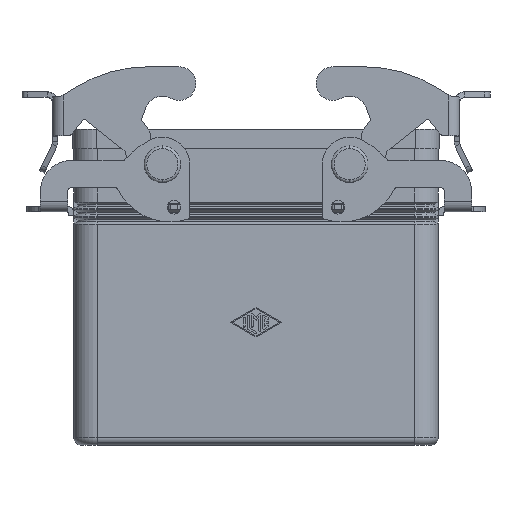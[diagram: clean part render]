
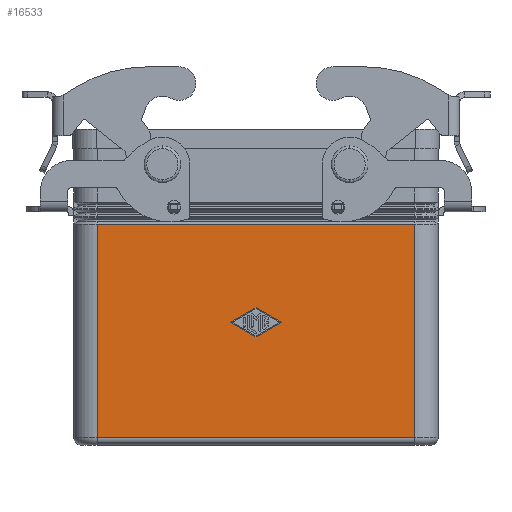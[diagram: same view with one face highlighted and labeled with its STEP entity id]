
A CAD part, front view. The second image highlights one B-rep face of the part: STEP entity #16533.
In plain terms, the highlighted planar face has unit normal (0, -1, 0).
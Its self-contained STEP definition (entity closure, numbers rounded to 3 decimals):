
#15723=CARTESIAN_POINT('',(-30.5,-21.75,-40.5));
#15724=VERTEX_POINT('',#15723);
#15731=CARTESIAN_POINT('',(-24.,-21.75,-44.249));
#15732=VERTEX_POINT('',#15731);
#15733=CARTESIAN_POINT('',(-24.,-21.75,-44.249));
#15734=DIRECTION('',(-0.866,0.0,0.5));
#15735=VECTOR('',#15734,7.504);
#15736=LINE('',#15733,#15735);
#15737=EDGE_CURVE('',#15732,#15724,#15736,.T.);
#15762=CARTESIAN_POINT('',(-17.5,-21.75,-40.5));
#15763=VERTEX_POINT('',#15762);
#15764=CARTESIAN_POINT('',(-17.5,-21.75,-40.5));
#15765=DIRECTION('',(-0.866,0.0,-0.5));
#15766=VECTOR('',#15765,7.504);
#15767=LINE('',#15764,#15766);
#15768=EDGE_CURVE('',#15763,#15732,#15767,.T.);
#15793=CARTESIAN_POINT('',(-24.,-21.75,-36.751));
#15794=VERTEX_POINT('',#15793);
#15795=CARTESIAN_POINT('',(-24.,-21.75,-36.751));
#15796=DIRECTION('',(0.866,0.0,-0.5));
#15797=VECTOR('',#15796,7.504);
#15798=LINE('',#15795,#15797);
#15799=EDGE_CURVE('',#15794,#15763,#15798,.T.);
#15822=CARTESIAN_POINT('',(-30.5,-21.75,-40.5));
#15823=DIRECTION('',(0.866,0.0,0.5));
#15824=VECTOR('',#15823,7.504);
#15825=LINE('',#15822,#15824);
#15826=EDGE_CURVE('',#15724,#15794,#15825,.T.);
#16488=CARTESIAN_POINT('',(-64.75,-21.75,9.0));
#16489=DIRECTION('',(0.0,-1.0,0.0));
#16490=DIRECTION('',(0.0,0.0,-1.0));
#16491=AXIS2_PLACEMENT_3D('',#16488,#16489,#16490);
#16492=PLANE('',#16491);
#16493=CARTESIAN_POINT('',(16.75,-21.75,-15.327));
#16494=VERTEX_POINT('',#16493);
#16495=CARTESIAN_POINT('',(-64.75,-21.75,-15.327));
#16496=VERTEX_POINT('',#16495);
#16497=CARTESIAN_POINT('',(16.75,-21.75,-15.327));
#16498=DIRECTION('',(-1.0,0.0,0.0));
#16499=VECTOR('',#16498,81.5);
#16500=LINE('',#16497,#16499);
#16501=EDGE_CURVE('',#16494,#16496,#16500,.T.);
#16502=ORIENTED_EDGE('',*,*,#16501,.T.);
#16503=CARTESIAN_POINT('',(-64.75,-21.75,-70.));
#16504=VERTEX_POINT('',#16503);
#16505=CARTESIAN_POINT('',(-64.75,-21.75,-15.327));
#16506=DIRECTION('',(0.0,0.0,-1.0));
#16507=VECTOR('',#16506,54.673);
#16508=LINE('',#16505,#16507);
#16509=EDGE_CURVE('',#16496,#16504,#16508,.T.);
#16510=ORIENTED_EDGE('',*,*,#16509,.T.);
#16511=CARTESIAN_POINT('',(16.75,-21.75,-70.));
#16512=VERTEX_POINT('',#16511);
#16513=CARTESIAN_POINT('',(16.75,-21.75,-70.));
#16514=DIRECTION('',(-1.0,0.0,0.0));
#16515=VECTOR('',#16514,81.5);
#16516=LINE('',#16513,#16515);
#16517=EDGE_CURVE('',#16512,#16504,#16516,.T.);
#16518=ORIENTED_EDGE('',*,*,#16517,.F.);
#16519=CARTESIAN_POINT('',(16.75,-21.75,-15.327));
#16520=DIRECTION('',(0.0,0.0,-1.0));
#16521=VECTOR('',#16520,54.673);
#16522=LINE('',#16519,#16521);
#16523=EDGE_CURVE('',#16494,#16512,#16522,.T.);
#16524=ORIENTED_EDGE('',*,*,#16523,.F.);
#16525=EDGE_LOOP('',(#16502,#16510,#16518,#16524));
#16526=FACE_OUTER_BOUND('',#16525,.T.);
#16527=ORIENTED_EDGE('',*,*,#15737,.T.);
#16528=ORIENTED_EDGE('',*,*,#15826,.T.);
#16529=ORIENTED_EDGE('',*,*,#15799,.T.);
#16530=ORIENTED_EDGE('',*,*,#15768,.T.);
#16531=EDGE_LOOP('',(#16527,#16528,#16529,#16530));
#16532=FACE_BOUND('',#16531,.T.);
#16533=ADVANCED_FACE('',(#16526,#16532),#16492,.T.);
